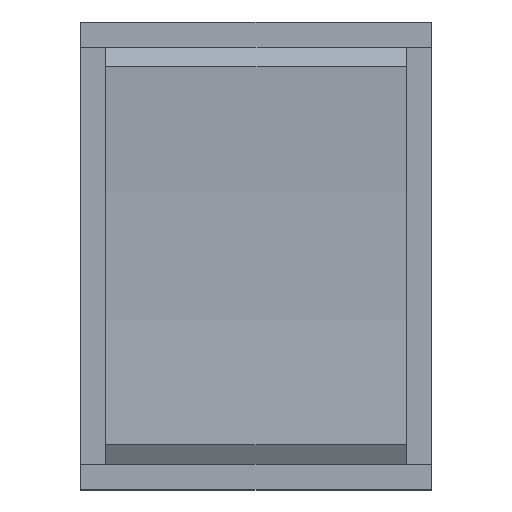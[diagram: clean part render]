
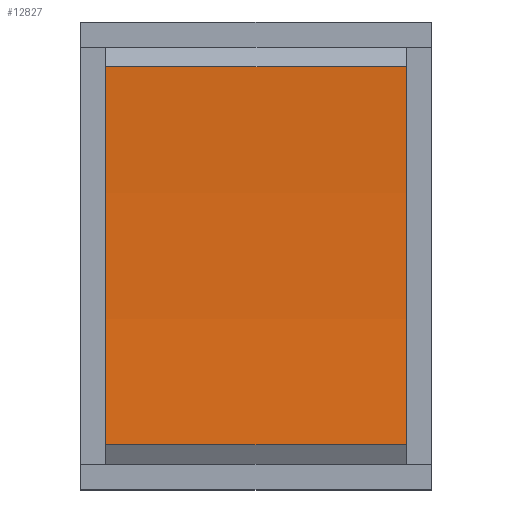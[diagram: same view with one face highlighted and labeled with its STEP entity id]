
A CAD part, top view. The second image highlights one B-rep face of the part: STEP entity #12827.
In plain terms, the highlighted cylindrical face has radius 156.967 mm (diameter 313.933 mm), a partial arc.
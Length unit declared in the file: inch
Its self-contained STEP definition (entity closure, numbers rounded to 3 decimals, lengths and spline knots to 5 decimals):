
#797=LINE('',#18126,#2268);
#798=LINE('',#18127,#2269);
#2268=VECTOR('',#14599,0.3937);
#2269=VECTOR('',#14600,0.3937);
#3723=CYLINDRICAL_SURFACE('',#13542,6.17979);
#3839=FACE_OUTER_BOUND('',#4526,.T.);
#4526=EDGE_LOOP('',(#8908,#8909,#8910,#8911));
#5256=CIRCLE('',#13538,6.17979);
#5257=CIRCLE('',#13541,6.17979);
#5618=VERTEX_POINT('',#18096);
#5619=VERTEX_POINT('',#18098);
#5628=VERTEX_POINT('',#18119);
#5629=VERTEX_POINT('',#18121);
#6916=EDGE_CURVE('',#5618,#5619,#5256,.T.);
#6927=EDGE_CURVE('',#5628,#5629,#5257,.T.);
#6930=EDGE_CURVE('',#5629,#5618,#797,.T.);
#6931=EDGE_CURVE('',#5619,#5628,#798,.T.);
#8908=ORIENTED_EDGE('',*,*,#6916,.F.);
#8909=ORIENTED_EDGE('',*,*,#6930,.F.);
#8910=ORIENTED_EDGE('',*,*,#6927,.F.);
#8911=ORIENTED_EDGE('',*,*,#6931,.F.);
#12827=ADVANCED_FACE('',(#3839),#3723,.F.);
#13538=AXIS2_PLACEMENT_3D('',#18099,#14577,#14578);
#13541=AXIS2_PLACEMENT_3D('',#18122,#14593,#14594);
#13542=AXIS2_PLACEMENT_3D('',#18125,#14597,#14598);
#14577=DIRECTION('center_axis',(-1.,0.,0.));
#14578=DIRECTION('ref_axis',(0.,0.062,-0.998));
#14593=DIRECTION('center_axis',(1.,0.,0.));
#14594=DIRECTION('ref_axis',(0.,0.062,-0.998));
#14597=DIRECTION('center_axis',(1.,0.,0.));
#14598=DIRECTION('ref_axis',(0.,0.062,-0.998));
#14599=DIRECTION('',(1.,0.,0.));
#14600=DIRECTION('',(-1.,0.,0.));
#18096=CARTESIAN_POINT('',(0.30315,0.38189,-0.43106));
#18098=CARTESIAN_POINT('',(0.30315,-0.38189,-0.43106));
#18099=CARTESIAN_POINT('Origin',(0.30315,0.,
5.73692));
#18119=CARTESIAN_POINT('',(-0.30315,-0.38189,-0.43106));
#18121=CARTESIAN_POINT('',(-0.30315,0.38189,-0.43106));
#18122=CARTESIAN_POINT('Origin',(-0.30315,0.,
5.73692));
#18125=CARTESIAN_POINT('Origin',(-0.30315,0.,
5.73692));
#18126=CARTESIAN_POINT('',(-0.15157,0.38189,-0.43106));
#18127=CARTESIAN_POINT('',(0.15157,-0.38189,-0.43106));
